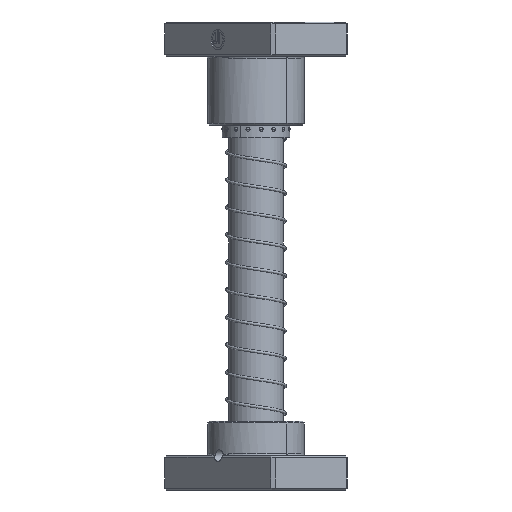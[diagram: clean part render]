
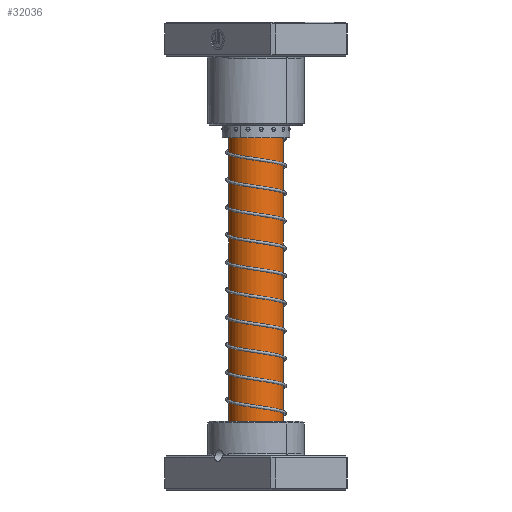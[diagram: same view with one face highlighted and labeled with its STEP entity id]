
A CAD part, front view. The second image highlights one B-rep face of the part: STEP entity #32036.
In plain terms, the highlighted cylindrical face has radius 16 mm (diameter 32 mm), a partial arc.
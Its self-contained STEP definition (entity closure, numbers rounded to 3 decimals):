
#1893 = ORIENTED_EDGE ( 'NONE', *, *, #25028, .F. ) ;
#5067 = CARTESIAN_POINT ( 'NONE',  ( 0., 0., 240. ) ) ;
#5410 = CIRCLE ( 'NONE', #29787, 16. ) ;
#10893 = LINE ( 'NONE', #23621, #28827 ) ;
#10933 = CIRCLE ( 'NONE', #12287, 16. ) ;
#12287 = AXIS2_PLACEMENT_3D ( 'NONE', #33338, #12638, #36821 ) ;
#12638 = DIRECTION ( 'NONE',  ( 0., 0., -1. ) ) ;
#15314 = DIRECTION ( 'NONE',  ( -1., 0., 0. ) ) ;
#18299 = ORIENTED_EDGE ( 'NONE', *, *, #43356, .T. ) ;
#18504 = ORIENTED_EDGE ( 'NONE', *, *, #43103, .T. ) ;
#18634 = ORIENTED_EDGE ( 'NONE', *, *, #32072, .F. ) ;
#18799 = CARTESIAN_POINT ( 'NONE',  ( 0., 0., 237. ) ) ;
#19527 = VERTEX_POINT ( 'NONE', #38716 ) ;
#22251 = DIRECTION ( 'NONE',  ( 1., 0., 0. ) ) ;
#23621 = CARTESIAN_POINT ( 'NONE',  ( -16., 0., 240. ) ) ;
#24515 = EDGE_LOOP ( 'NONE', ( #18634, #18504, #18299, #1893 ) ) ;
#25028 = EDGE_CURVE ( 'NONE', #29335, #35798, #10933, .T. ) ;
#25475 = FACE_OUTER_BOUND ( 'NONE', #24515, .T. ) ;
#26344 = AXIS2_PLACEMENT_3D ( 'NONE', #5067, #39511, #15314 ) ;
#27111 = DIRECTION ( 'NONE',  ( 0., 0., -1. ) ) ;
#27542 = CARTESIAN_POINT ( 'NONE',  ( -16., 0., 24.25 ) ) ;
#27831 = CARTESIAN_POINT ( 'NONE',  ( 16., 0., 237. ) ) ;
#28827 = VECTOR ( 'NONE', #27111, 1000. ) ;
#29335 = VERTEX_POINT ( 'NONE', #31002 ) ;
#29787 = AXIS2_PLACEMENT_3D ( 'NONE', #18799, #42955, #22251 ) ;
#31002 = CARTESIAN_POINT ( 'NONE',  ( 16., 0., 24.25 ) ) ;
#32036 = ADVANCED_FACE ( 'NONE', ( #25475 ), #42777, .T. ) ;
#32072 = EDGE_CURVE ( 'NONE', #34247, #29335, #43833, .T. ) ;
#33338 = CARTESIAN_POINT ( 'NONE',  ( 0., 0., 24.25 ) ) ;
#33644 = VECTOR ( 'NONE', #36346, 1000. ) ;
#34247 = VERTEX_POINT ( 'NONE', #27831 ) ;
#35798 = VERTEX_POINT ( 'NONE', #27542 ) ;
#36346 = DIRECTION ( 'NONE',  ( 0., 0., -1. ) ) ;
#36821 = DIRECTION ( 'NONE',  ( -1., 0., 0. ) ) ;
#38716 = CARTESIAN_POINT ( 'NONE',  ( -16., 0., 237. ) ) ;
#39511 = DIRECTION ( 'NONE',  ( 0., 0., -1. ) ) ;
#39817 = CARTESIAN_POINT ( 'NONE',  ( 16., 0., 240. ) ) ;
#42777 = CYLINDRICAL_SURFACE ( 'NONE', #26344, 16. ) ;
#42955 = DIRECTION ( 'NONE',  ( 0., 0., -1. ) ) ;
#43103 = EDGE_CURVE ( 'NONE', #34247, #19527, #5410, .T. ) ;
#43356 = EDGE_CURVE ( 'NONE', #19527, #35798, #10893, .T. ) ;
#43833 = LINE ( 'NONE', #39817, #33644 ) ;
